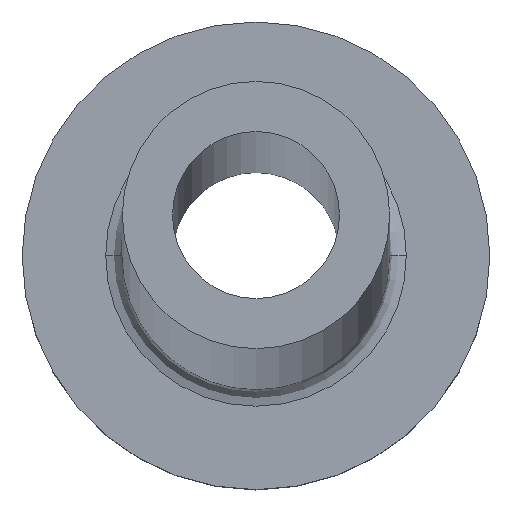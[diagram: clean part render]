
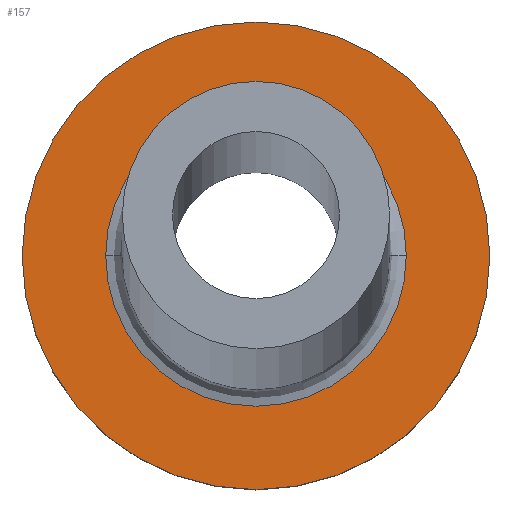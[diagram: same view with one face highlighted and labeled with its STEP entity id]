
A CAD part, top view. The second image highlights one B-rep face of the part: STEP entity #157.
In plain terms, the highlighted planar face has unit normal (0, 0, 1).
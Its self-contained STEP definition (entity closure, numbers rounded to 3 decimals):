
#12 = DIRECTION ( 'NONE',  ( 1., 0., 0. ) ) ;
#13 = AXIS2_PLACEMENT_3D ( 'NONE', #352, #93, #281 ) ;
#42 = FACE_OUTER_BOUND ( 'NONE', #139, .T. ) ;
#49 = EDGE_CURVE ( 'NONE', #316, #160, #128, .T. ) ;
#57 = EDGE_CURVE ( 'NONE', #160, #316, #217, .T. ) ;
#63 = EDGE_CURVE ( 'NONE', #299, #341, #337, .T. ) ;
#93 = DIRECTION ( 'NONE',  ( 0., 0., -1. ) ) ;
#96 = DIRECTION ( 'NONE',  ( 1., 0., 0. ) ) ;
#115 = CARTESIAN_POINT ( 'NONE',  ( -7., 0., 5. ) ) ;
#128 = CIRCLE ( 'NONE', #375, 7. ) ;
#133 = ORIENTED_EDGE ( 'NONE', *, *, #49, .T. ) ;
#139 = EDGE_LOOP ( 'NONE', ( #133, #256 ) ) ;
#149 = CARTESIAN_POINT ( 'NONE',  ( 0., 0., 5. ) ) ;
#154 = CARTESIAN_POINT ( 'NONE',  ( 0., 0., 5. ) ) ;
#155 = DIRECTION ( 'NONE',  ( 0., 0., 1. ) ) ;
#157 = ADVANCED_FACE ( 'NONE', ( #255, #42 ), #191, .T. ) ;
#160 = VERTEX_POINT ( 'NONE', #241 ) ;
#167 = AXIS2_PLACEMENT_3D ( 'NONE', #326, #231, #320 ) ;
#172 = CIRCLE ( 'NONE', #13, 4.5 ) ;
#179 = CARTESIAN_POINT ( 'NONE',  ( 0., 0., 5. ) ) ;
#191 = PLANE ( 'NONE',  #311 ) ;
#202 = ORIENTED_EDGE ( 'NONE', *, *, #345, .T. ) ;
#207 = DIRECTION ( 'NONE',  ( 0., 0., 1. ) ) ;
#217 = CIRCLE ( 'NONE', #358, 7. ) ;
#218 = ORIENTED_EDGE ( 'NONE', *, *, #63, .T. ) ;
#231 = DIRECTION ( 'NONE',  ( 0., 0., -1. ) ) ;
#233 = CARTESIAN_POINT ( 'NONE',  ( 4.5, 0., 5. ) ) ;
#241 = CARTESIAN_POINT ( 'NONE',  ( 7., 0., 5. ) ) ;
#255 = FACE_BOUND ( 'NONE', #282, .T. ) ;
#256 = ORIENTED_EDGE ( 'NONE', *, *, #57, .T. ) ;
#264 = DIRECTION ( 'NONE',  ( 0., 0., 1. ) ) ;
#269 = DIRECTION ( 'NONE',  ( 1., 0., 0. ) ) ;
#281 = DIRECTION ( 'NONE',  ( 1., 0., 0. ) ) ;
#282 = EDGE_LOOP ( 'NONE', ( #202, #218 ) ) ;
#299 = VERTEX_POINT ( 'NONE', #347 ) ;
#311 = AXIS2_PLACEMENT_3D ( 'NONE', #154, #155, #12 ) ;
#316 = VERTEX_POINT ( 'NONE', #115 ) ;
#320 = DIRECTION ( 'NONE',  ( 1., 0., 0. ) ) ;
#326 = CARTESIAN_POINT ( 'NONE',  ( 0., 0., 5. ) ) ;
#337 = CIRCLE ( 'NONE', #167, 4.5 ) ;
#341 = VERTEX_POINT ( 'NONE', #233 ) ;
#345 = EDGE_CURVE ( 'NONE', #341, #299, #172, .T. ) ;
#347 = CARTESIAN_POINT ( 'NONE',  ( -4.5, 0., 5. ) ) ;
#352 = CARTESIAN_POINT ( 'NONE',  ( 0., 0., 5. ) ) ;
#358 = AXIS2_PLACEMENT_3D ( 'NONE', #149, #207, #269 ) ;
#375 = AXIS2_PLACEMENT_3D ( 'NONE', #179, #264, #96 ) ;
